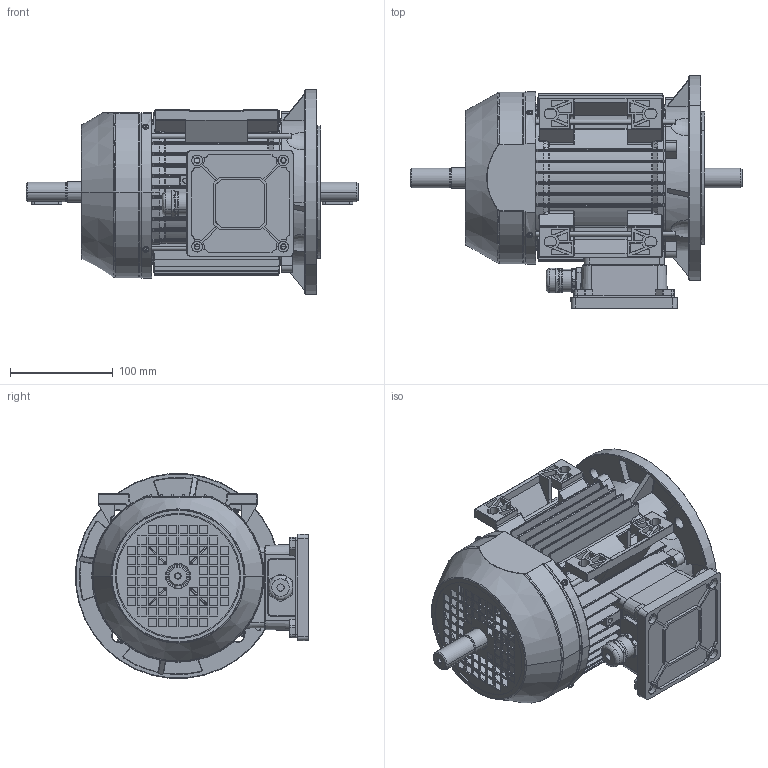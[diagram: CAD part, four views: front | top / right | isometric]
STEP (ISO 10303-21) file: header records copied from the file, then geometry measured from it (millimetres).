
FILE_DESCRIPTION (( 'STEP AP214' ), '1' );
FILE_NAME ('FCAP80-B3 B5-IC411-2-4-6-8 POLI-TB RIGHT-DOUBLE SHAFT.STEP', '2024-09-19T06:55:29', ( '' ), ( '' ), 'SwSTEP 2.0', 'SolidWorks 2024', '' );
FILE_SCHEMA (( 'AUTOMOTIVE_DESIGN' ));
Length unit declared in the file: millimetre
Products named in the file (14): Guarnizione scatola-motore71- 80; Albero C-FC80_Pacco H = 70; 6x6x30; pan head cross recess screw_iso_ISO 7045 - M3 x 16 - Z --- 16C; Scatola morsetti 71- 80_STANDARD DEFINITIVO-1 FORO CENTRALE; Flangia FC80; FCAP80-B3 B5-IC411-2-4-6-8 POLI-TB RIGHT-DOUBLE SHAFT; Copriventola tipo 80; Coperchio scatola morsetti 71-80; Scudo C80 posteriore; Guarnizione scatola-coperchio 71- 80; Tirante M5 L.147; PRESSACAVO M20; Carcassa 80-B3-lat
Assembly tree (21 placements, depth 2):
  FCAP80-B3 B5-IC411-2-4-6-8 POLI-TB RIGHT-DOUBLE SHAFT
    Albero C-FC80_Pacco H = 70  x2
    Scudo C80 posteriore
    Tirante M5 L.147  x4
    Copriventola tipo 80
    6x6x30  x2
    pan head cross recess screw_iso_ISO 7045 - M3 x 16 - Z --- 16C  x4
    Flangia FC80
    Carcassa 80-B3-lat
    Scatola morsetti 71- 80_STANDARD DEFINITIVO-1 FORO CENTRALE
    Guarnizione scatola-motore71- 80
    Coperchio scatola morsetti 71-80
    PRESSACAVO M20
    Guarnizione scatola-coperchio 71- 80
Bounding box: 323.5 x 226.62 x 199.24 mm (x, y, z)
Volume: 1238849.4 mm3; surface area: 672143.9 mm2
Topology: 21 solids, 22 shells, 4149 faces, 10728 edges, 6596 vertices
Faces by surface type: plane 1396, cylinder 1082, cone 557, bspline 537, torus 490, sphere 87
Entity records: 137898 total; most frequent: CARTESIAN_POINT 46704, ORIENTED_EDGE 20186, DIRECTION 17653, EDGE_CURVE 10093, AXIS2_PLACEMENT_3D 6758, VERTEX_POINT 6258, EDGE_LOOP 4243, VECTOR 4137
